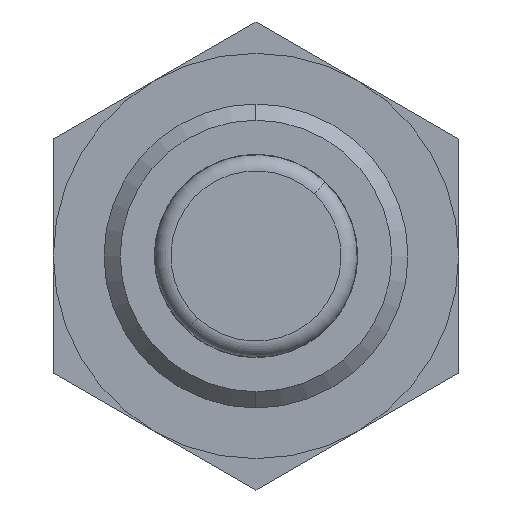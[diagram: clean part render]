
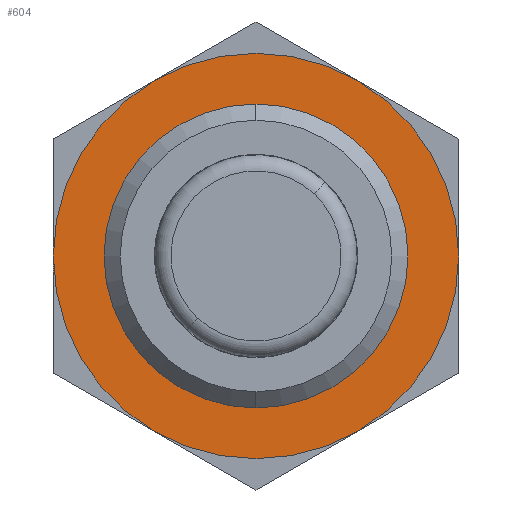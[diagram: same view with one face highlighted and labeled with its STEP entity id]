
A CAD part, left-side view. The second image highlights one B-rep face of the part: STEP entity #604.
In plain terms, the highlighted planar face has unit normal (-1, 0, 0).
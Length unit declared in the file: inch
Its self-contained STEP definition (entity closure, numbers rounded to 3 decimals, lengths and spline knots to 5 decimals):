
#31 = FACE_OUTER_BOUND ( 'NONE', #724, .T. ) ;
#32 = CARTESIAN_POINT ( 'NONE',  ( 0.28, 0., 0. ) ) ;
#53 = CARTESIAN_POINT ( 'NONE',  ( 0.28, 0., 0. ) ) ;
#55 = AXIS2_PLACEMENT_3D ( 'NONE', #71, #444, #253 ) ;
#71 = CARTESIAN_POINT ( 'NONE',  ( 0.28, 0., 0. ) ) ;
#86 = VERTEX_POINT ( 'NONE', #400 ) ;
#112 = ORIENTED_EDGE ( 'NONE', *, *, #640, .T. ) ;
#124 = AXIS2_PLACEMENT_3D ( 'NONE', #32, #419, #1002 ) ;
#145 = CIRCLE ( 'NONE', #55, 0.1875 ) ;
#150 = VERTEX_POINT ( 'NONE', #352 ) ;
#196 = ORIENTED_EDGE ( 'NONE', *, *, #739, .F. ) ;
#253 = DIRECTION ( 'NONE',  ( 0., 0., -1. ) ) ;
#332 = CARTESIAN_POINT ( 'NONE',  ( 0.28, 0., 0. ) ) ;
#352 = CARTESIAN_POINT ( 'NONE',  ( 0.28, 0., 0.25 ) ) ;
#366 = AXIS2_PLACEMENT_3D ( 'NONE', #523, #725, #899 ) ;
#400 = CARTESIAN_POINT ( 'NONE',  ( 0.28, 0., -0.25 ) ) ;
#401 = VERTEX_POINT ( 'NONE', #694 ) ;
#411 = DIRECTION ( 'NONE',  ( 0., 0., -1. ) ) ;
#419 = DIRECTION ( 'NONE',  ( 1., 0., 0. ) ) ;
#444 = DIRECTION ( 'NONE',  ( 1., 0., 0. ) ) ;
#523 = CARTESIAN_POINT ( 'NONE',  ( 0.28, 0., 0. ) ) ;
#536 = DIRECTION ( 'NONE',  ( 0., 0., -1. ) ) ;
#567 = VERTEX_POINT ( 'NONE', #595 ) ;
#579 = CIRCLE ( 'NONE', #366, 0.1875 ) ;
#595 = CARTESIAN_POINT ( 'NONE',  ( 0.28, 0., 0.1875 ) ) ;
#598 = AXIS2_PLACEMENT_3D ( 'NONE', #332, #740, #536 ) ;
#604 = ADVANCED_FACE ( 'NONE', ( #31, #708 ), #1088, .F. ) ;
#640 = EDGE_CURVE ( 'NONE', #567, #401, #579, .T. ) ;
#652 = CIRCLE ( 'NONE', #124, 0.25 ) ;
#694 = CARTESIAN_POINT ( 'NONE',  ( 0.28, 0., -0.1875 ) ) ;
#708 = FACE_BOUND ( 'NONE', #914, .T. ) ;
#724 = EDGE_LOOP ( 'NONE', ( #1196, #196 ) ) ;
#725 = DIRECTION ( 'NONE',  ( 1., 0., 0. ) ) ;
#739 = EDGE_CURVE ( 'NONE', #86, #150, #816, .T. ) ;
#740 = DIRECTION ( 'NONE',  ( 1., 0., 0. ) ) ;
#744 = EDGE_CURVE ( 'NONE', #401, #567, #145, .T. ) ;
#789 = ORIENTED_EDGE ( 'NONE', *, *, #744, .T. ) ;
#816 = CIRCLE ( 'NONE', #598, 0.25 ) ;
#899 = DIRECTION ( 'NONE',  ( 0., 0., -1. ) ) ;
#911 = DIRECTION ( 'NONE',  ( 1., 0., 0. ) ) ;
#914 = EDGE_LOOP ( 'NONE', ( #112, #789 ) ) ;
#1002 = DIRECTION ( 'NONE',  ( 0., 0., -1. ) ) ;
#1088 = PLANE ( 'NONE',  #1128 ) ;
#1128 = AXIS2_PLACEMENT_3D ( 'NONE', #53, #911, #411 ) ;
#1196 = ORIENTED_EDGE ( 'NONE', *, *, #1219, .F. ) ;
#1219 = EDGE_CURVE ( 'NONE', #150, #86, #652, .T. ) ;
